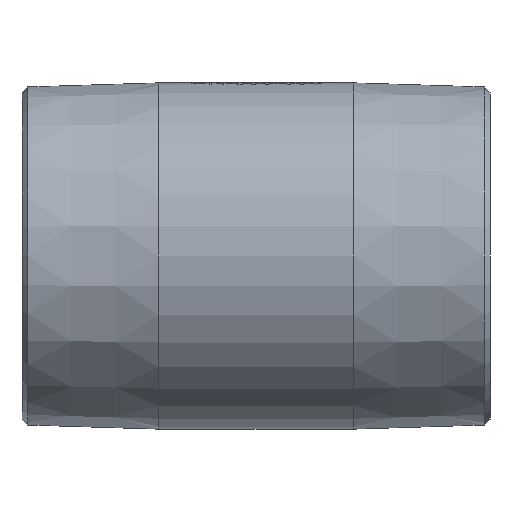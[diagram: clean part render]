
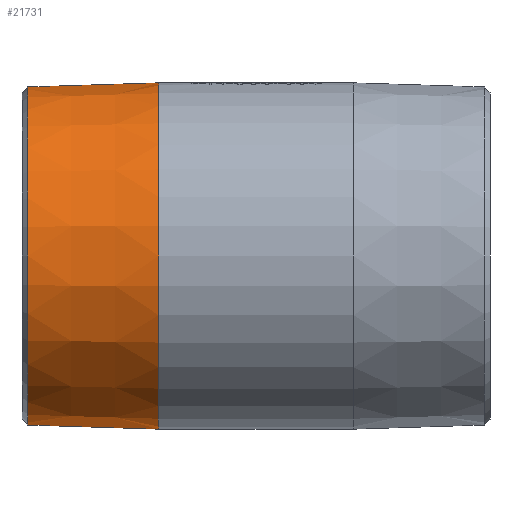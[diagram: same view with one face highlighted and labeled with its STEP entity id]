
A CAD part, front view. The second image highlights one B-rep face of the part: STEP entity #21731.
In plain terms, the highlighted conical face has half-angle 1.79 degrees and reference radius 43.94 mm.
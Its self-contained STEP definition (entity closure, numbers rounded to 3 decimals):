
#77 = ORIENTED_EDGE ( 'NONE', *, *, #5854, .T. ) ;
#306 = CONICAL_SURFACE ( 'NONE', #8156, 43.94, 0.031 ) ;
#1373 = DIRECTION ( 'NONE',  ( 1., 0., 0.031 ) ) ;
#2592 = EDGE_CURVE ( 'NONE', #15009, #20366, #10480, .T. ) ;
#3135 = EDGE_CURVE ( 'NONE', #20561, #22700, #5567, .T. ) ;
#5095 = AXIS2_PLACEMENT_3D ( 'NONE', #5976, #19292, #25777 ) ;
#5463 = DIRECTION ( 'NONE',  ( 1., 0., 0. ) ) ;
#5567 = CIRCLE ( 'NONE', #19431, 43.344 ) ;
#5854 = EDGE_CURVE ( 'NONE', #20561, #15009, #8284, .T. ) ;
#5976 = CARTESIAN_POINT ( 'NONE',  ( -25., 0., 0. ) ) ;
#6878 = EDGE_CURVE ( 'NONE', #22700, #20366, #19695, .T. ) ;
#8156 = AXIS2_PLACEMENT_3D ( 'NONE', #9935, #5463, #25440 ) ;
#8163 = EDGE_LOOP ( 'NONE', ( #21986, #18875, #77, #23425 ) ) ;
#8284 = LINE ( 'NONE', #10217, #8990 ) ;
#8369 = DIRECTION ( 'NONE',  ( -1., 0., 0. ) ) ;
#8990 = VECTOR ( 'NONE', #27928, 1000. ) ;
#9189 = CARTESIAN_POINT ( 'NONE',  ( -25., 0., 44.39 ) ) ;
#9266 = VECTOR ( 'NONE', #1373, 1000. ) ;
#9935 = CARTESIAN_POINT ( 'NONE',  ( -39.4, 0., 0. ) ) ;
#10217 = CARTESIAN_POINT ( 'NONE',  ( -39.4, 0., -43.94 ) ) ;
#10480 = CIRCLE ( 'NONE', #5095, 44.39 ) ;
#15009 = VERTEX_POINT ( 'NONE', #19367 ) ;
#18875 = ORIENTED_EDGE ( 'NONE', *, *, #3135, .F. ) ;
#19292 = DIRECTION ( 'NONE',  ( -1., 0., 0. ) ) ;
#19367 = CARTESIAN_POINT ( 'NONE',  ( -25., 0., -44.39 ) ) ;
#19431 = AXIS2_PLACEMENT_3D ( 'NONE', #19548, #8369, #21683 ) ;
#19433 = FACE_OUTER_BOUND ( 'NONE', #8163, .T. ) ;
#19548 = CARTESIAN_POINT ( 'NONE',  ( -58.472, 0., 0. ) ) ;
#19695 = LINE ( 'NONE', #23246, #9266 ) ;
#20366 = VERTEX_POINT ( 'NONE', #9189 ) ;
#20561 = VERTEX_POINT ( 'NONE', #24318 ) ;
#21683 = DIRECTION ( 'NONE',  ( 0., 0., 1. ) ) ;
#21731 = ADVANCED_FACE ( 'NONE', ( #19433 ), #306, .T. ) ;
#21986 = ORIENTED_EDGE ( 'NONE', *, *, #6878, .F. ) ;
#22700 = VERTEX_POINT ( 'NONE', #26094 ) ;
#23246 = CARTESIAN_POINT ( 'NONE',  ( -39.4, 0., 43.94 ) ) ;
#23425 = ORIENTED_EDGE ( 'NONE', *, *, #2592, .T. ) ;
#24318 = CARTESIAN_POINT ( 'NONE',  ( -58.472, 0., -43.344 ) ) ;
#25440 = DIRECTION ( 'NONE',  ( 0., 0., -1. ) ) ;
#25777 = DIRECTION ( 'NONE',  ( 0., 0., 1. ) ) ;
#26094 = CARTESIAN_POINT ( 'NONE',  ( -58.472, 0., 43.344 ) ) ;
#27928 = DIRECTION ( 'NONE',  ( 1., 0., -0.031 ) ) ;
